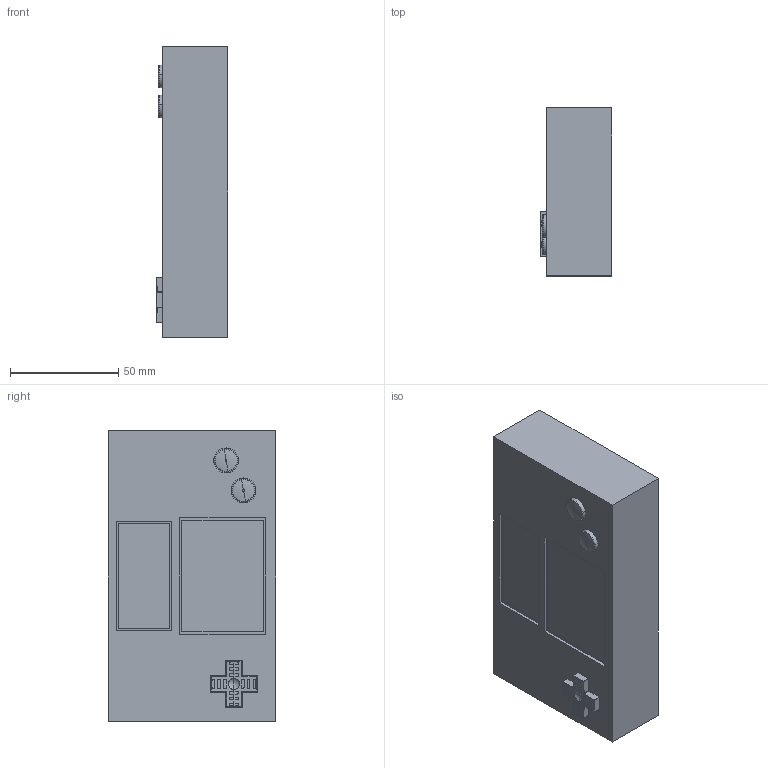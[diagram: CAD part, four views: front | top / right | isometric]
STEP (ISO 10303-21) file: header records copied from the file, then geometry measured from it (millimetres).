
FILE_DESCRIPTION (( 'STEP AP214' ), '1' );
FILE_NAME ('cat_landscape_draft.STEP', '2024-09-20T01:05:05', ( '' ), ( '' ), 'SwSTEP 2.0', 'SolidWorks 2022', '' );
FILE_SCHEMA (( 'AUTOMOTIVE_DESIGN' ));
Length unit declared in the file: millimetre
Products named in the file (9): pcb; battery; sen66_standin; cat_landscape_draft; dmg_ab; ch240qv23a_lcd; landscape_case; dmg_d-pad; epaper
Assembly tree (8 placements, depth 2):
  cat_landscape_draft
    pcb
    battery
    sen66_standin
    dmg_d-pad
    dmg_ab
    ch240qv23a_lcd
    epaper
    landscape_case
Bounding box: 33.21 x 77.5 x 134 mm (x, y, z)
Volume: 212242.5 mm3; surface area: 114474.7 mm2
Topology: 14 solids, 14 shells, 521 faces, 1303 edges, 838 vertices
Faces by surface type: plane 262, cylinder 169, bspline 42, cone 24, sphere 18, torus 6
Entity records: 22426 total; most frequent: CARTESIAN_POINT 5390, ORIENTED_EDGE 2580, DIRECTION 2457, EDGE_CURVE 1290, AXIS2_PLACEMENT_3D 885, VERTEX_POINT 837, VECTOR 687, LINE 687
